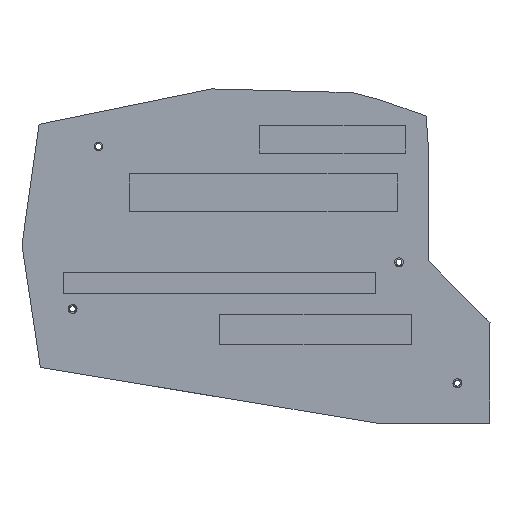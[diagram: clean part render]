
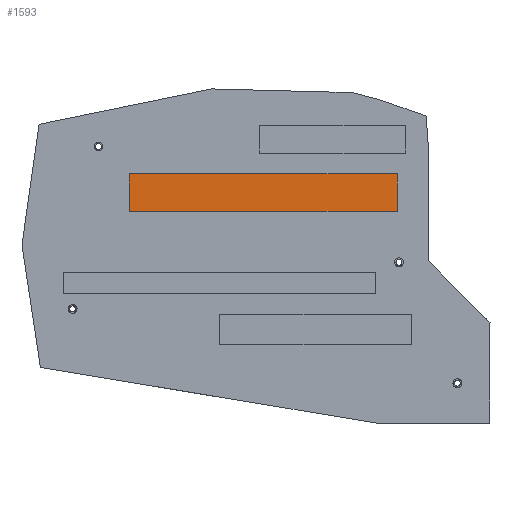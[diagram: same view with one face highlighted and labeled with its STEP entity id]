
A CAD part, top view. The second image highlights one B-rep face of the part: STEP entity #1593.
In plain terms, the highlighted planar face has unit normal (0, 0, 1).
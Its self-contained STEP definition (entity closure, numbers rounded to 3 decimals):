
#99=FACE_OUTER_BOUND('',#193,.T.);
#193=EDGE_LOOP('',(#1169,#1170,#1171,#1172));
#362=LINE('',#2397,#560);
#365=LINE('',#2403,#563);
#368=LINE('',#2409,#566);
#371=LINE('',#2413,#569);
#560=VECTOR('',#1923,10.);
#563=VECTOR('',#1928,10.);
#566=VECTOR('',#1933,10.);
#569=VECTOR('',#1938,10.);
#737=VERTEX_POINT('',#2394);
#738=VERTEX_POINT('',#2396);
#740=VERTEX_POINT('',#2402);
#742=VERTEX_POINT('',#2408);
#900=EDGE_CURVE('',#738,#737,#362,.T.);
#903=EDGE_CURVE('',#740,#738,#365,.T.);
#906=EDGE_CURVE('',#742,#740,#368,.T.);
#909=EDGE_CURVE('',#737,#742,#371,.T.);
#1169=ORIENTED_EDGE('',*,*,#909,.T.);
#1170=ORIENTED_EDGE('',*,*,#906,.T.);
#1171=ORIENTED_EDGE('',*,*,#903,.T.);
#1172=ORIENTED_EDGE('',*,*,#900,.T.);
#1511=PLANE('',#1702);
#1593=ADVANCED_FACE('',(#99),#1511,.T.);
#1702=AXIS2_PLACEMENT_3D('',#2414,#1939,#1940);
#1923=DIRECTION('',(0.,-1.,0.));
#1928=DIRECTION('',(-1.,0.,0.));
#1933=DIRECTION('',(0.,1.,0.));
#1938=DIRECTION('',(1.,0.,0.));
#1939=DIRECTION('center_axis',(0.,0.,1.));
#1940=DIRECTION('ref_axis',(1.,0.,0.));
#2394=CARTESIAN_POINT('',(-89.373,-140.567,3.185));
#2396=CARTESIAN_POINT('',(-89.373,-121.846,3.185));
#2397=CARTESIAN_POINT('',(-89.373,-140.567,3.185));
#2402=CARTESIAN_POINT('',(43.909,-121.846,3.185));
#2403=CARTESIAN_POINT('',(-89.373,-121.846,3.185));
#2408=CARTESIAN_POINT('',(43.909,-140.567,3.185));
#2409=CARTESIAN_POINT('',(43.909,-121.846,3.185));
#2413=CARTESIAN_POINT('',(43.909,-140.567,3.185));
#2414=CARTESIAN_POINT('Origin',(-22.732,-131.206,3.185));
